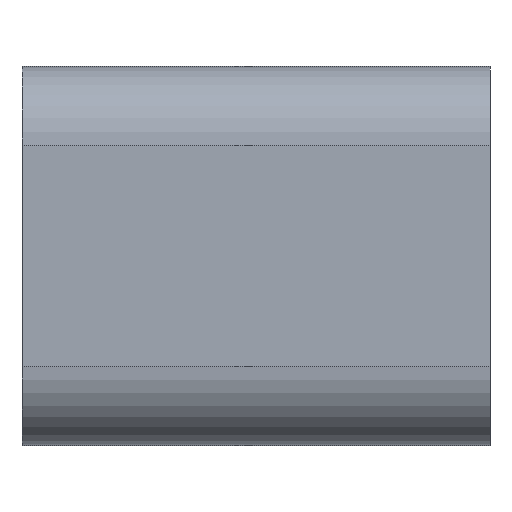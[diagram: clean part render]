
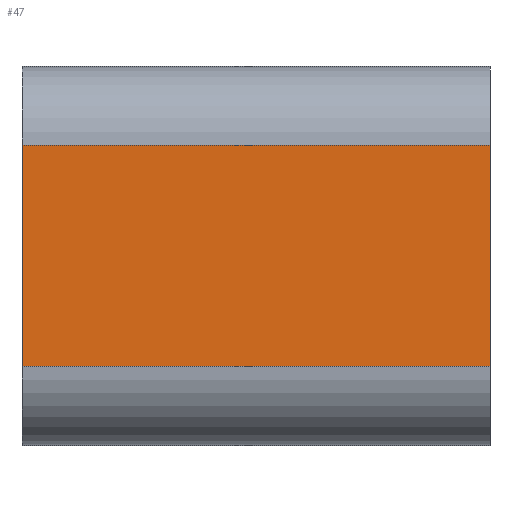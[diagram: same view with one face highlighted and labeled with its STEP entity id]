
A CAD part, top view. The second image highlights one B-rep face of the part: STEP entity #47.
In plain terms, the highlighted planar face has unit normal (0, 0, 1).
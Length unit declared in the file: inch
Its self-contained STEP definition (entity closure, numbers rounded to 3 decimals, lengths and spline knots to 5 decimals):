
#47=ADVANCED_FACE('',(#91),#92,.T.);
#91=FACE_OUTER_BOUND('',#131,.T.);
#92=PLANE('',#132);
#131=EDGE_LOOP('',(#195,#196,#197,#198));
#132=AXIS2_PLACEMENT_3D('',#199,#200,#201);
#195=ORIENTED_EDGE('',*,*,#262,.T.);
#196=ORIENTED_EDGE('',*,*,#236,.F.);
#197=ORIENTED_EDGE('',*,*,#263,.F.);
#198=ORIENTED_EDGE('',*,*,#257,.T.);
#199=CARTESIAN_POINT('',(-0.7874,0.,0.26575));
#200=DIRECTION('',(0.,0.,1.0));
#201=DIRECTION('',(0.,-1.0,0.));
#236=EDGE_CURVE('',#271,#272,#273,.T.);
#257=EDGE_CURVE('',#304,#305,#306,.T.);
#262=EDGE_CURVE('',#305,#272,#313,.T.);
#263=EDGE_CURVE('',#304,#271,#314,.T.);
#271=VERTEX_POINT('',#322);
#272=VERTEX_POINT('',#323);
#273=LINE('',#324,#325);
#304=VERTEX_POINT('',#365);
#305=VERTEX_POINT('',#366);
#306=LINE('',#367,#368);
#313=LINE('',#376,#377);
#314=LINE('',#378,#379);
#322=CARTESIAN_POINT('',(-0.7874,0.3719,0.26575));
#323=CARTESIAN_POINT('',(0.7874,0.3719,0.26575));
#324=CARTESIAN_POINT('',(-0.7874,0.37176,0.26575));
#325=VECTOR('',#388,1.0);
#365=CARTESIAN_POINT('',(-0.7874,-0.3719,0.26575));
#366=CARTESIAN_POINT('',(0.7874,-0.3719,0.26575));
#367=CARTESIAN_POINT('',(-0.7874,-0.37176,0.26575));
#368=VECTOR('',#416,1.0);
#376=CARTESIAN_POINT('',(0.7874,-1.17522,0.26575));
#377=VECTOR('',#424,1.0);
#378=CARTESIAN_POINT('',(-0.7874,-1.17522,0.26575));
#379=VECTOR('',#425,1.0);
#388=DIRECTION('',(1.0,0.0,0.));
#416=DIRECTION('',(1.0,0.0,0.));
#424=DIRECTION('',(0.,1.0,0.));
#425=DIRECTION('',(0.,1.0,0.));
